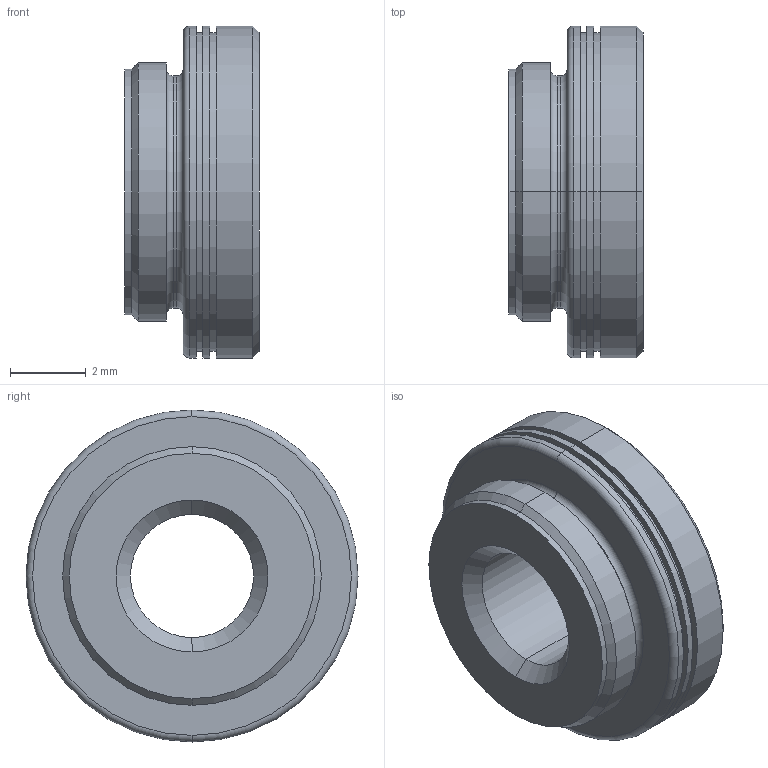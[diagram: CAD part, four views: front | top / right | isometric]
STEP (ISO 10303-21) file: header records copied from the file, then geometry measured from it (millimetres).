
FILE_DESCRIPTION(('starvars output'),'1');
FILE_NAME('cv20230915192337000026709.stp','19:23:37 2023/09/15',('Thomas Industrial Network Germany GmbH'),(' '),'Spatial InterOp 3D',' ',' ');
FILE_SCHEMA(('AUTOMOTIVE_DESIGN { 1 0 10303 214 3 1 1 }'));
Length unit declared in the file: millimetre
Products named in the file (1): 1
Bounding box: 3.53 x 8.74 x 8.74 mm (x, y, z)
Volume: 138.9 mm3; surface area: 247.6 mm2
Topology: 1 solids, 7 shells, 163 faces, 413 edges, 270 vertices
Faces by surface type: plane 127, cylinder 22, cone 8, torus 6
Entity records: 6177 total; most frequent: CARTESIAN_POINT 847, ORIENTED_EDGE 826, DIRECTION 803, EDGE_CURVE 413, LINE 351, VECTOR 351, VERTEX_POINT 270, AXIS2_PLACEMENT_3D 226
